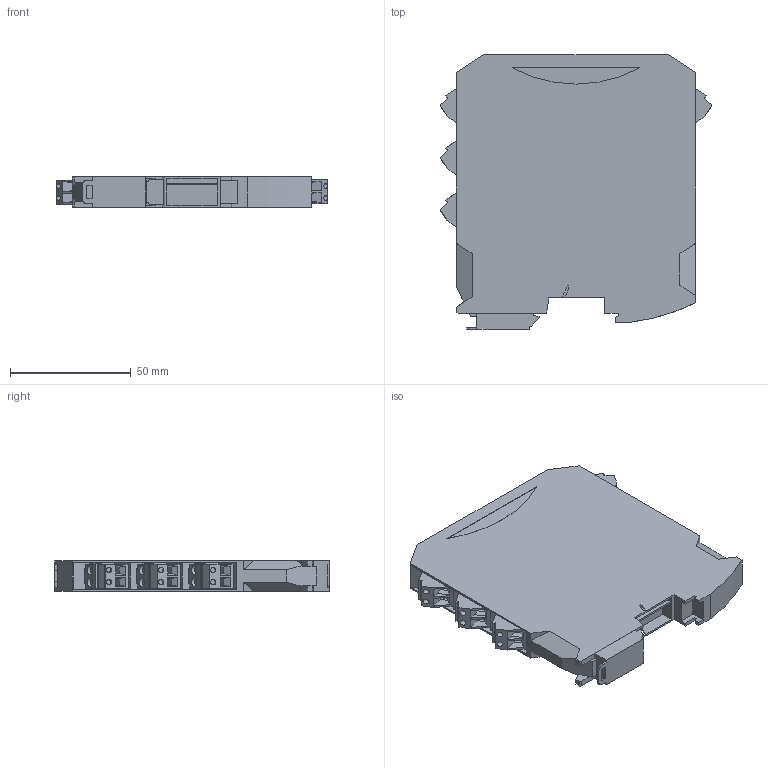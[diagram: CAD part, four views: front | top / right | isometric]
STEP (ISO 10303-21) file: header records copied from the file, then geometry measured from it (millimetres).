
FILE_DESCRIPTION (( 'STEP AP214' ), '1' );
FILE_NAME ('9275-10-24-48-11S.STEP', '2021-04-20T13:16:58', ( '' ), ( '' ), 'SwSTEP 2.0', 'SolidWorks 2021', '' );
FILE_SCHEMA (( 'AUTOMOTIVE_DESIGN' ));
Length unit declared in the file: inch
Products named in the file (1): 9275-10-24-48-11S
Bounding box: 112.49 x 113.7 x 12.6 mm (x, y, z)
Volume: 125817.3 mm3; surface area: 40956.1 mm2
Topology: 7 solids, 7 shells, 878 faces, 2323 edges, 1526 vertices
Faces by surface type: plane 785, cylinder 85, cone 8
Full cylindrical faces by diameter (mm): 1.53 x8, 2.23 x8, 2.8 x6, 3 x8, 4 x8
Entity records: 37695 total; most frequent: CARTESIAN_POINT 4802, ORIENTED_EDGE 4474, DIRECTION 4125, EDGE_CURVE 2237, LINE 2011, VECTOR 2011, VERTEX_POINT 1494, AXIS2_PLACEMENT_3D 1057
